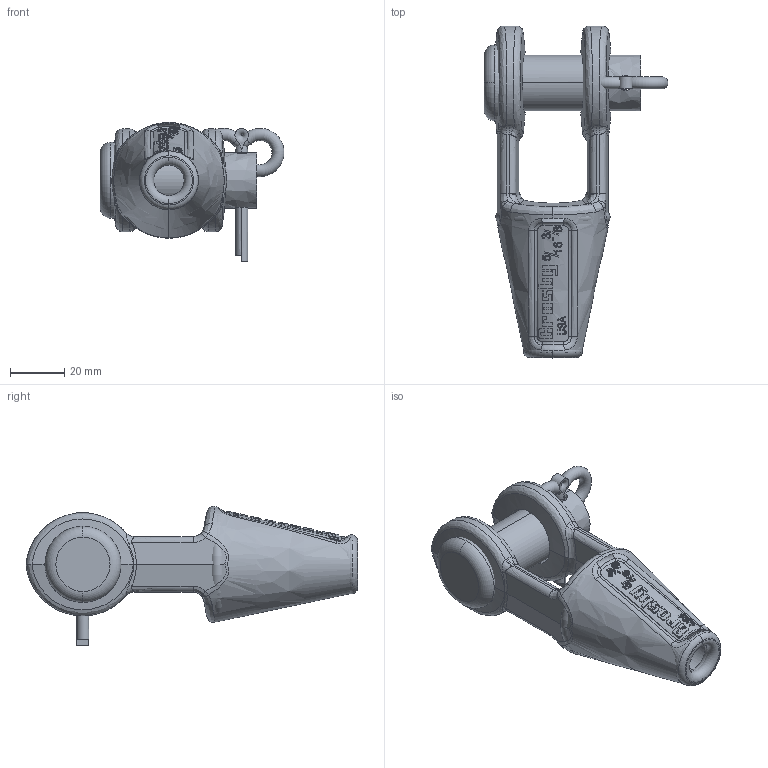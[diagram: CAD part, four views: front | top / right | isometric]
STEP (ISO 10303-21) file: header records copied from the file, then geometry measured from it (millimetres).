
FILE_DESCRIPTION((''),'2;1');
FILE_NAME('CROSBY_416_038_1039637-1039646','2011-08-31T',('Alan Doughty'),('The Crosby Group LLC'),'PRO/ENGINEER BY PARAMETRIC TECHNOLOGY CORPORATION, 2010230','PRO/ENGINEER BY PARAMETRIC TECHNOLOGY CORPORATION, 2010230','');
FILE_SCHEMA(('CONFIG_CONTROL_DESIGN'));
Products named in the file (1): CROSBY_416_038_1039637-1039646
Bounding box: 68.12 x 122.92 x 51.53 mm (x, y, z)
Surface area: 33479.5 mm2 (no closed solid volume)
Topology: 0 solids, 0 shells, 485 faces, 2580 edges, 2569 vertices
Faces by surface type: bspline 468, torus 17
Entity records: 48738 total; most frequent: CARTESIAN_POINT 30715, DEFINITIONAL_REPRESENTATION 2558, PCURVE 2558, COMPOSITE_CURVE_SEGMENT 2558, B_SPLINE_CURVE_WITH_KNOTS 2240, DIRECTION 1843, TRIMMED_CURVE 1597, VECTOR 1385
